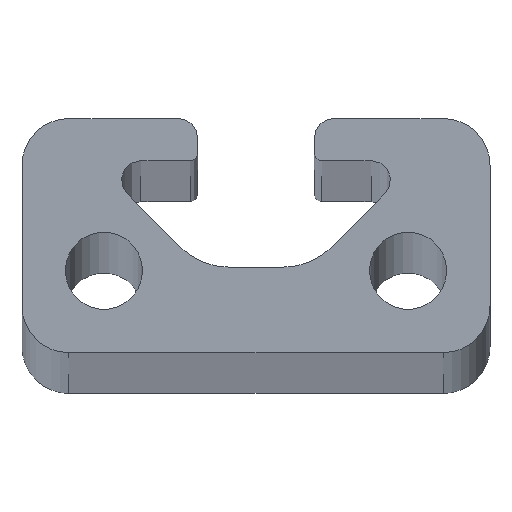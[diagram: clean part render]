
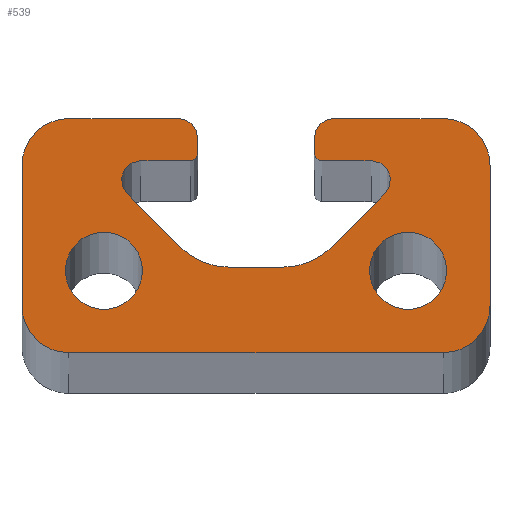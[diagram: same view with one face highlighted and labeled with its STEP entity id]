
A CAD part, top view. The second image highlights one B-rep face of the part: STEP entity #539.
In plain terms, the highlighted planar face has unit normal (0, 0, 1).
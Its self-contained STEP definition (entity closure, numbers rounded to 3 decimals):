
#15=LINE($,#780,#63);
#19=LINE($,#792,#67);
#23=LINE($,#804,#71);
#27=LINE($,#816,#75);
#31=LINE($,#828,#79);
#35=LINE($,#840,#83);
#39=LINE($,#852,#87);
#43=LINE($,#864,#91);
#47=LINE($,#876,#95);
#51=LINE($,#888,#99);
#55=LINE($,#900,#103);
#59=LINE($,#912,#107);
#63=VECTOR($,#618,0.7);
#67=VECTOR($,#630,2.118);
#71=VECTOR($,#642,3.182);
#75=VECTOR($,#654,2.269);
#79=VECTOR($,#666,3.182);
#83=VECTOR($,#678,2.118);
#87=VECTOR($,#690,0.7);
#91=VECTOR($,#702,4.7);
#95=VECTOR($,#714,6.);
#99=VECTOR($,#726,16.);
#103=VECTOR($,#738,6.);
#107=VECTOR($,#750,4.7);
#121=PLANE($,#598);
#125=FACE_BOUND($,#185,.T.);
#126=FACE_BOUND($,#186,.T.);
#127=FACE_BOUND($,#187,.T.);
#185=EDGE_LOOP($,(#447));
#186=EDGE_LOOP($,(#448));
#187=EDGE_LOOP($,(#449,#450,#451,#452,#453,#454,#455,#456,#457,#458,#459,
#460,#461,#462,#463,#464,#465,#466,#467,#468,#469,#470,#471,#472));
#191=CIRCLE($,#545,1.65);
#193=CIRCLE($,#548,1.65);
#196=CIRCLE($,#553,0.3);
#198=CIRCLE($,#557,0.832);
#200=CIRCLE($,#561,3.);
#202=CIRCLE($,#565,3.);
#204=CIRCLE($,#569,0.832);
#206=CIRCLE($,#573,0.3);
#208=CIRCLE($,#577,0.8);
#210=CIRCLE($,#581,2.);
#212=CIRCLE($,#585,2.);
#214=CIRCLE($,#589,2.);
#216=CIRCLE($,#593,2.);
#218=CIRCLE($,#597,0.8);
#219=VERTEX_POINT($,#764);
#221=VERTEX_POINT($,#769);
#225=VERTEX_POINT($,#777);
#226=VERTEX_POINT($,#779);
#228=VERTEX_POINT($,#785);
#230=VERTEX_POINT($,#791);
#232=VERTEX_POINT($,#797);
#234=VERTEX_POINT($,#803);
#236=VERTEX_POINT($,#809);
#238=VERTEX_POINT($,#815);
#240=VERTEX_POINT($,#821);
#242=VERTEX_POINT($,#827);
#244=VERTEX_POINT($,#833);
#246=VERTEX_POINT($,#839);
#248=VERTEX_POINT($,#845);
#250=VERTEX_POINT($,#851);
#252=VERTEX_POINT($,#857);
#254=VERTEX_POINT($,#863);
#256=VERTEX_POINT($,#869);
#258=VERTEX_POINT($,#875);
#260=VERTEX_POINT($,#881);
#262=VERTEX_POINT($,#887);
#264=VERTEX_POINT($,#893);
#266=VERTEX_POINT($,#899);
#268=VERTEX_POINT($,#905);
#270=VERTEX_POINT($,#911);
#271=EDGE_CURVE($,#219,#219,#191,.T.);
#273=EDGE_CURVE($,#221,#221,#193,.T.);
#277=EDGE_CURVE($,#226,#225,#15,.T.);
#280=EDGE_CURVE($,#228,#226,#196,.T.);
#283=EDGE_CURVE($,#230,#228,#19,.T.);
#286=EDGE_CURVE($,#232,#230,#198,.T.);
#289=EDGE_CURVE($,#234,#232,#23,.T.);
#292=EDGE_CURVE($,#236,#234,#200,.T.);
#295=EDGE_CURVE($,#238,#236,#27,.T.);
#298=EDGE_CURVE($,#240,#238,#202,.T.);
#301=EDGE_CURVE($,#242,#240,#31,.T.);
#304=EDGE_CURVE($,#244,#242,#204,.T.);
#307=EDGE_CURVE($,#246,#244,#35,.T.);
#310=EDGE_CURVE($,#248,#246,#206,.T.);
#313=EDGE_CURVE($,#250,#248,#39,.T.);
#316=EDGE_CURVE($,#252,#250,#208,.T.);
#319=EDGE_CURVE($,#254,#252,#43,.T.);
#322=EDGE_CURVE($,#256,#254,#210,.T.);
#325=EDGE_CURVE($,#258,#256,#47,.T.);
#328=EDGE_CURVE($,#260,#258,#212,.T.);
#331=EDGE_CURVE($,#262,#260,#51,.T.);
#334=EDGE_CURVE($,#264,#262,#214,.T.);
#337=EDGE_CURVE($,#266,#264,#55,.T.);
#340=EDGE_CURVE($,#268,#266,#216,.T.);
#343=EDGE_CURVE($,#270,#268,#59,.T.);
#346=EDGE_CURVE($,#225,#270,#218,.T.);
#447=ORIENTED_EDGE($,*,*,#271,.T.);
#448=ORIENTED_EDGE($,*,*,#273,.T.);
#449=ORIENTED_EDGE($,*,*,#346,.T.);
#450=ORIENTED_EDGE($,*,*,#343,.T.);
#451=ORIENTED_EDGE($,*,*,#340,.T.);
#452=ORIENTED_EDGE($,*,*,#337,.T.);
#453=ORIENTED_EDGE($,*,*,#334,.T.);
#454=ORIENTED_EDGE($,*,*,#331,.T.);
#455=ORIENTED_EDGE($,*,*,#328,.T.);
#456=ORIENTED_EDGE($,*,*,#325,.T.);
#457=ORIENTED_EDGE($,*,*,#322,.T.);
#458=ORIENTED_EDGE($,*,*,#319,.T.);
#459=ORIENTED_EDGE($,*,*,#316,.T.);
#460=ORIENTED_EDGE($,*,*,#313,.T.);
#461=ORIENTED_EDGE($,*,*,#310,.T.);
#462=ORIENTED_EDGE($,*,*,#307,.T.);
#463=ORIENTED_EDGE($,*,*,#304,.T.);
#464=ORIENTED_EDGE($,*,*,#301,.T.);
#465=ORIENTED_EDGE($,*,*,#298,.T.);
#466=ORIENTED_EDGE($,*,*,#295,.T.);
#467=ORIENTED_EDGE($,*,*,#292,.T.);
#468=ORIENTED_EDGE($,*,*,#289,.T.);
#469=ORIENTED_EDGE($,*,*,#286,.T.);
#470=ORIENTED_EDGE($,*,*,#283,.T.);
#471=ORIENTED_EDGE($,*,*,#280,.T.);
#472=ORIENTED_EDGE($,*,*,#277,.T.);
#539=ADVANCED_FACE($,(#125,#126,#127),#121,.T.);
#545=AXIS2_PLACEMENT_3D($,#765,#604,#605);
#548=AXIS2_PLACEMENT_3D($,#770,#610,#611);
#553=AXIS2_PLACEMENT_3D($,#786,#624,#625);
#557=AXIS2_PLACEMENT_3D($,#798,#636,#637);
#561=AXIS2_PLACEMENT_3D($,#810,#648,#649);
#565=AXIS2_PLACEMENT_3D($,#822,#660,#661);
#569=AXIS2_PLACEMENT_3D($,#834,#672,#673);
#573=AXIS2_PLACEMENT_3D($,#846,#684,#685);
#577=AXIS2_PLACEMENT_3D($,#858,#696,#697);
#581=AXIS2_PLACEMENT_3D($,#870,#708,#709);
#585=AXIS2_PLACEMENT_3D($,#882,#720,#721);
#589=AXIS2_PLACEMENT_3D($,#894,#732,#733);
#593=AXIS2_PLACEMENT_3D($,#906,#744,#745);
#597=AXIS2_PLACEMENT_3D($,#916,#756,#757);
#598=AXIS2_PLACEMENT_3D($,#917,#758,#759);
#604=DIRECTION('center_axis',(0.,0.,-1.));
#605=DIRECTION('ref_axis',(-1.,0.,0.));
#610=DIRECTION('center_axis',(0.,0.,-1.));
#611=DIRECTION('ref_axis',(-1.,0.,0.));
#618=DIRECTION($,(0.,1.,0.));
#624=DIRECTION('center_axis',(0.,0.,1.));
#625=DIRECTION('ref_axis',(0.,-1.,0.));
#630=DIRECTION($,(1.,0.,0.));
#636=DIRECTION('center_axis',(0.,0.,-1.));
#637=DIRECTION('ref_axis',(0.,-1.,0.));
#642=DIRECTION($,(-0.707,0.707,0.));
#648=DIRECTION('center_axis',(0.,0.,-1.));
#649=DIRECTION('ref_axis',(0.707,0.707,0.));
#654=DIRECTION($,(-1.,0.,0.));
#660=DIRECTION('center_axis',(0.,0.,-1.));
#661=DIRECTION('ref_axis',(0.,1.,0.));
#666=DIRECTION($,(-0.707,-0.707,0.));
#672=DIRECTION('center_axis',(0.,0.,-1.));
#673=DIRECTION('ref_axis',(-0.707,0.707,0.));
#678=DIRECTION($,(1.,0.,0.));
#684=DIRECTION('center_axis',(0.,0.,1.));
#685=DIRECTION('ref_axis',(-1.,0.,0.));
#690=DIRECTION($,(0.,-1.,0.));
#696=DIRECTION('center_axis',(0.,0.,1.));
#697=DIRECTION('ref_axis',(0.,1.,0.));
#702=DIRECTION($,(-1.,0.,0.));
#708=DIRECTION('center_axis',(0.,0.,1.));
#709=DIRECTION('ref_axis',(1.,0.,0.));
#714=DIRECTION($,(0.,1.,0.));
#720=DIRECTION('center_axis',(0.,0.,1.));
#721=DIRECTION('ref_axis',(0.,-1.,0.));
#726=DIRECTION($,(1.,0.,0.));
#732=DIRECTION('center_axis',(0.,0.,1.));
#733=DIRECTION('ref_axis',(-1.,0.,0.));
#738=DIRECTION($,(0.,-1.,0.));
#744=DIRECTION('center_axis',(0.,0.,1.));
#745=DIRECTION('ref_axis',(0.,1.,0.));
#750=DIRECTION($,(-1.,0.,0.));
#756=DIRECTION('center_axis',(0.,0.,1.));
#757=DIRECTION('ref_axis',(1.,0.,0.));
#758=DIRECTION('center_axis',(0.,0.,1.));
#759=DIRECTION('ref_axis',(1.,0.,0.));
#764=CARTESIAN_POINT('',(3.15,3.5,1000.));
#765=CARTESIAN_POINT('Origin',(1.5,3.5,1000.));
#769=CARTESIAN_POINT('',(16.15,3.5,1000.));
#770=CARTESIAN_POINT('Origin',(14.5,3.5,1000.));
#777=CARTESIAN_POINT('',(5.5,9.2,1000.));
#779=CARTESIAN_POINT('',(5.5,8.5,1000.));
#780=CARTESIAN_POINT($,(5.5,8.5,1000.));
#785=CARTESIAN_POINT('',(5.2,8.2,1000.));
#786=CARTESIAN_POINT('Origin',(5.2,8.5,1000.));
#791=CARTESIAN_POINT('',(3.082,8.2,1000.));
#792=CARTESIAN_POINT($,(3.082,8.2,1000.));
#797=CARTESIAN_POINT('',(2.494,6.779,1000.));
#798=CARTESIAN_POINT('Origin',(3.082,7.368,1000.));
#803=CARTESIAN_POINT('',(4.744,4.529,1000.));
#804=CARTESIAN_POINT($,(4.744,4.529,1000.));
#809=CARTESIAN_POINT('',(6.865,3.65,1000.));
#810=CARTESIAN_POINT('Origin',(6.865,6.65,1000.));
#815=CARTESIAN_POINT('',(9.135,3.65,1000.));
#816=CARTESIAN_POINT($,(9.135,3.65,1000.));
#821=CARTESIAN_POINT('',(11.256,4.529,1000.));
#822=CARTESIAN_POINT('Origin',(9.135,6.65,1000.));
#827=CARTESIAN_POINT('',(13.506,6.779,1000.));
#828=CARTESIAN_POINT($,(13.506,6.779,1000.));
#833=CARTESIAN_POINT('',(12.918,8.2,1000.));
#834=CARTESIAN_POINT('Origin',(12.918,7.368,1000.));
#839=CARTESIAN_POINT('',(10.8,8.2,1000.));
#840=CARTESIAN_POINT($,(10.8,8.2,1000.));
#845=CARTESIAN_POINT('',(10.5,8.5,1000.));
#846=CARTESIAN_POINT('Origin',(10.8,8.5,1000.));
#851=CARTESIAN_POINT('',(10.5,9.2,1000.));
#852=CARTESIAN_POINT($,(10.5,9.2,1000.));
#857=CARTESIAN_POINT('',(11.3,10.,1000.));
#858=CARTESIAN_POINT('Origin',(11.3,9.2,1000.));
#863=CARTESIAN_POINT('',(16.,10.,1000.));
#864=CARTESIAN_POINT($,(16.,10.,1000.));
#869=CARTESIAN_POINT('',(18.,8.,1000.));
#870=CARTESIAN_POINT('Origin',(16.,8.,1000.));
#875=CARTESIAN_POINT('',(18.,2.,1000.));
#876=CARTESIAN_POINT($,(18.,2.,1000.));
#881=CARTESIAN_POINT('',(16.,0.,1000.));
#882=CARTESIAN_POINT('Origin',(16.,2.,1000.));
#887=CARTESIAN_POINT('',(0.,0.,1000.));
#888=CARTESIAN_POINT($,(0.,0.,1000.));
#893=CARTESIAN_POINT('',(-2.,2.,1000.));
#894=CARTESIAN_POINT('Origin',(0.,2.,1000.));
#899=CARTESIAN_POINT('',(-2.,8.,1000.));
#900=CARTESIAN_POINT($,(-2.,8.,1000.));
#905=CARTESIAN_POINT('',(0.,10.,1000.));
#906=CARTESIAN_POINT('Origin',(0.,8.,1000.));
#911=CARTESIAN_POINT('',(4.7,10.,1000.));
#912=CARTESIAN_POINT($,(4.7,10.,1000.));
#916=CARTESIAN_POINT('Origin',(4.7,9.2,1000.));
#917=CARTESIAN_POINT('Origin',(8.,5.032,1000.));
